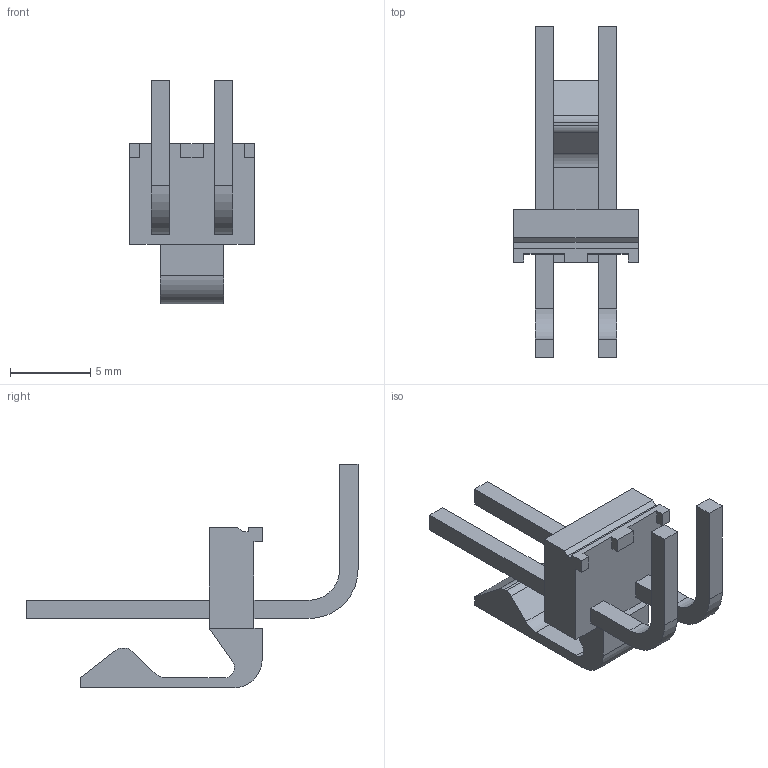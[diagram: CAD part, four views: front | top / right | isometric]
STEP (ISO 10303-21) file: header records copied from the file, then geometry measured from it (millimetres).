
FILE_DESCRIPTION(('STEP AP214'),'1');
FILE_NAME('41792-0528.stp','2017-04-10T09:43:45',('TraceParts'),('TraceParts S.A.'),'Spatial InterOp 3D',' ',' ');
FILE_SCHEMA(('automotive_design'));
Length unit declared in the file: millimetre
Products named in the file (2): 41792-0528_1; 1
Bounding box: 7.77 x 20.71 x 13.97 mm (x, y, z)
Volume: 277.7 mm3; surface area: 560 mm2
Topology: 1 solids, 1 shells, 65 faces, 177 edges, 122 vertices
Faces by surface type: plane 56, cylinder 9
Entity records: 2058 total; most frequent: CARTESIAN_POINT 358, ORIENTED_EDGE 346, DIRECTION 333, EDGE_CURVE 173, LINE 155, VECTOR 155, VERTEX_POINT 114, AXIS2_PLACEMENT_3D 89
